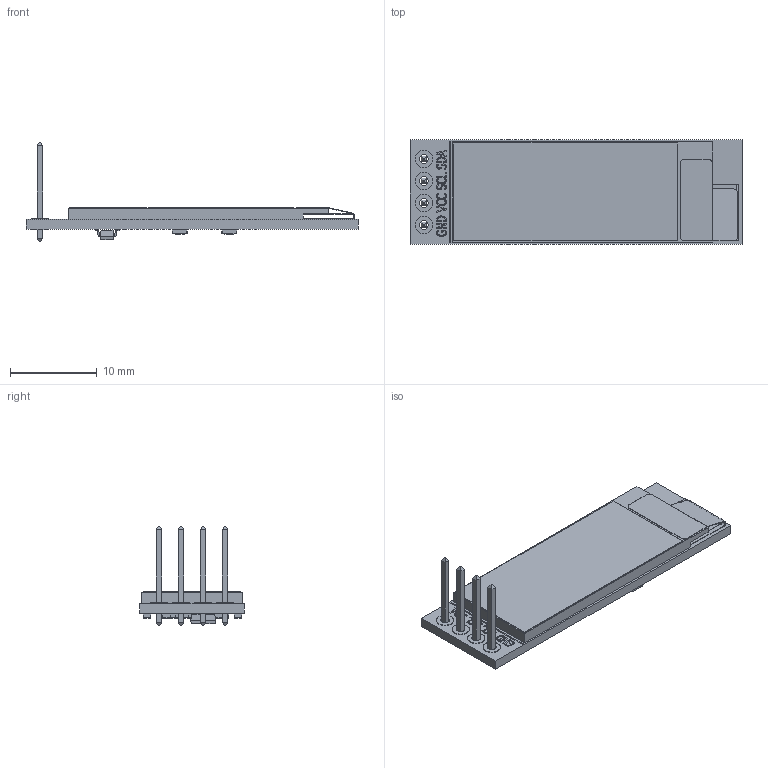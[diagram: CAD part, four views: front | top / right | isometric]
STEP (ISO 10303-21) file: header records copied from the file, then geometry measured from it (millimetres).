
FILE_DESCRIPTION(/* description */ (''),/* implementation_level */ '2;1');
FILE_NAME(/* name */ 'oled.step',/* time_stamp */ '2024-10-25T00:05:30+01:00',/* author */ (''),/* organization */ (''),/* preprocessor_version */ 'ST-DEVELOPER v20',/* originating_system */ 'Autodesk Translation Framework v13.14.0.145',/* authorisation */ '');
FILE_SCHEMA (('AUTOMOTIVE_DESIGN { 1 0 10303 214 3 1 1 }'));
Length unit declared in the file: millimetre
Products named in the file (5): (Unsaved); OLED_0.91_128x32; Pin Header 4 x 1 TH 2.54mm Pitch; RESC-0603; 2SD0601A
Assembly tree (16 placements, depth 2):
  (Unsaved)
    OLED_0.91_128x32
    Pin Header 4 x 1 TH 2.54mm Pitch
    RESC-0603  x13
    2SD0601A
Bounding box: 38.3 x 12.1 x 11.43 mm (x, y, z)
Volume: 1019.2 mm3; surface area: 1649.1 mm2
Topology: 48 solids, 48 shells, 1057 faces, 2713 edges, 1778 vertices
Faces by surface type: plane 756, cylinder 191, bspline 110
Full cylindrical faces by diameter (mm): 1 x4, 2 x8
Entity records: 13997 total; most frequent: CARTESIAN_POINT 3729, ORIENTED_EDGE 2210, DIRECTION 1667, EDGE_CURVE 1105, LINE 791, VECTOR 791, VERTEX_POINT 722, EDGE_LOOP 467
